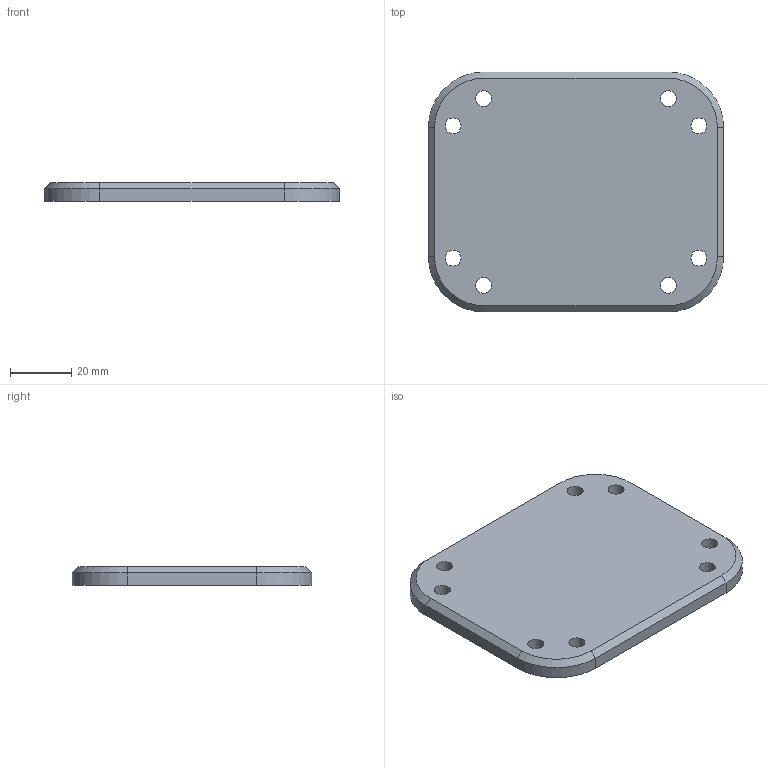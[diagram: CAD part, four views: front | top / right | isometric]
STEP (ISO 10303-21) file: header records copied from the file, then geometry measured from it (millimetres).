
FILE_DESCRIPTION(('FreeCAD Model'),'2;1');
FILE_NAME('Open CASCADE Shape Model','2022-02-01T11:46:38',('Author'),( ''),'Open CASCADE STEP processor 7.5','FreeCAD','Unknown');
FILE_SCHEMA(('AUTOMOTIVE_DESIGN { 1 0 10303 214 1 1 1 1 }'));
Length unit declared in the file: millimetre
Products named in the file (1): Adaptor.Plate
Bounding box: 96 x 78 x 6 mm (x, y, z)
Volume: 41614.1 mm3; surface area: 16390 mm2
Topology: 1 solids, 1 shells, 26 faces, 64 edges, 40 vertices
Faces by surface type: cylinder 12, plane 10, cone 4
Full cylindrical faces by diameter (mm): 5.2 x8
Entity records: 1672 total; most frequent: CARTESIAN_POINT 335, DIRECTION 248, ORIENTED_EDGE 128, PCURVE 128, DEFINITIONAL_REPRESENTATION 128, LINE 124, VECTOR 124, EDGE_CURVE 64
